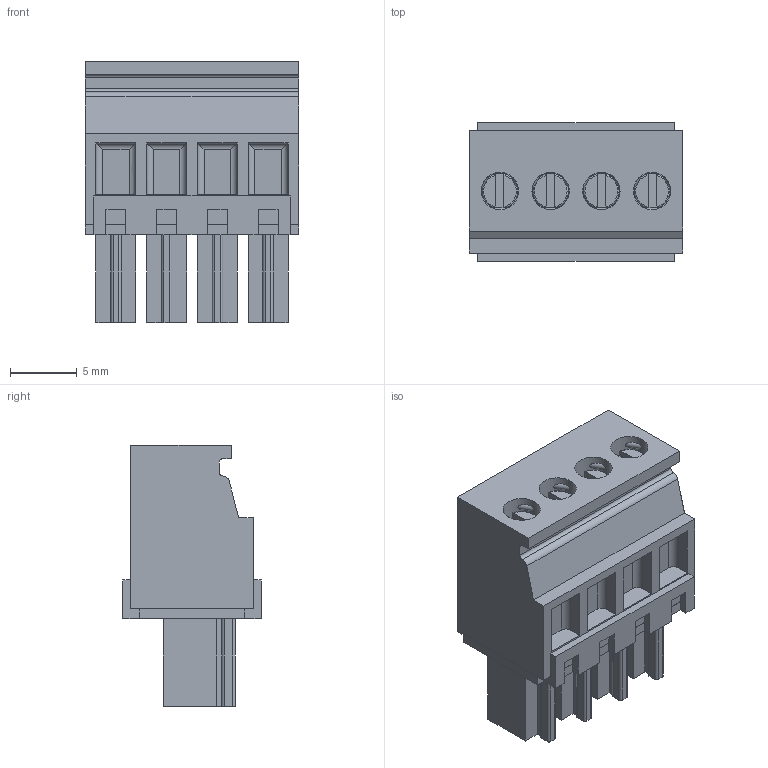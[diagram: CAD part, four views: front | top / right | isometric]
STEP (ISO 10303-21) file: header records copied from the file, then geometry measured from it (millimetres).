
FILE_DESCRIPTION(/* description */ ('Unknown'),/* implementation_level */ '2;1');
FILE_NAME(/* name */ 'MC520-38104-20230323',/* time_stamp */ '2023-03-23T13:14:45+08:00',/* author */ ('Unknown'),/* organization */ ('Unknown'),/* preprocessor_version */ 'ST-DEVELOPER v16.7',/* originating_system */ 'DEX',/* authorisation */ $);
FILE_SCHEMA (('AUTOMOTIVE_DESIGN {1 0 10303 214 3 1 1}'));
Length unit declared in the file: millimetre
Products named in the file (1): MC520-38108A
Bounding box: 16.03 x 10.4 x 19.6 mm (x, y, z)
Volume: 2004 mm3; surface area: 2106.9 mm2
Topology: 6 solids, 6 shells, 244 faces, 662 edges, 442 vertices
Faces by surface type: plane 181, cylinder 55, torus 8
Full cylindrical faces by diameter (mm): 2.665 x4, 2.8 x4
Entity records: 9906 total; most frequent: CARTESIAN_POINT 3670, ORIENTED_EDGE 1300, DIRECTION 1207, EDGE_CURVE 650, LINE 521, VECTOR 521, VERTEX_POINT 438, AXIS2_PLACEMENT_3D 343
